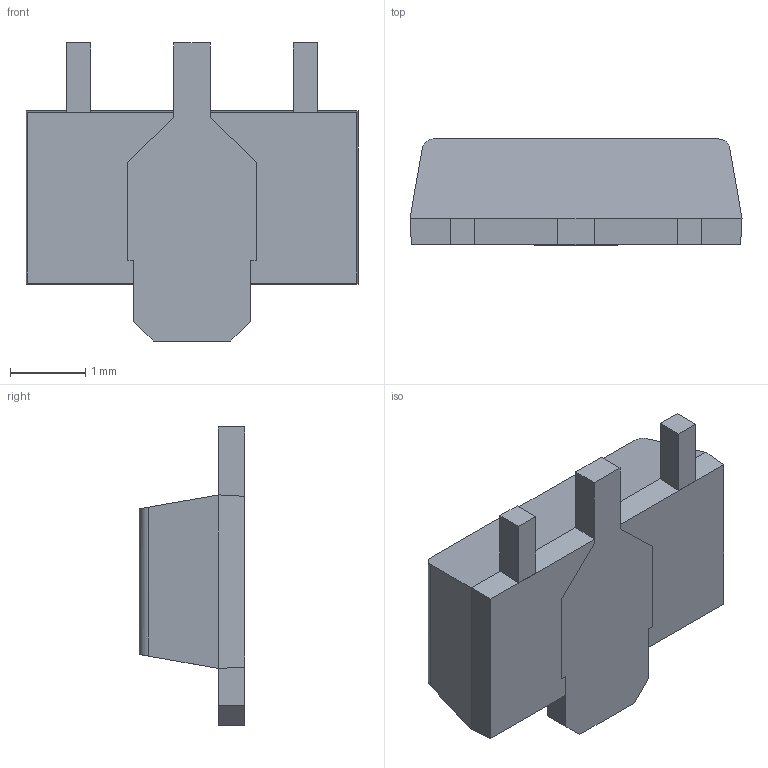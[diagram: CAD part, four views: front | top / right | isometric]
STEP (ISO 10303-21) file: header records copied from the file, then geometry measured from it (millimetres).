
FILE_DESCRIPTION (( 'STEP AP214' ), '1' );
FILE_NAME ('AZ1117CR-3.3TRG1.STEP', '2022-02-16T05:08:35', ( '' ), ( '' ), 'SwSTEP 2.0', 'SolidWorks 2018', '' );
FILE_SCHEMA (( 'AUTOMOTIVE_DESIGN' ));
Length unit declared in the file: millimetre
Products named in the file (2): AZ1117CR-3.3TRG1
Bounding box: 4.4 x 1.4 x 3.95 mm (x, y, z)
Volume: 13.6 mm3; surface area: 53.1 mm2
Topology: 4 solids, 4 shells, 54 faces, 130 edges, 84 vertices
Faces by surface type: plane 52, cylinder 2
Entity records: 2200 total; most frequent: CARTESIAN_POINT 282, ORIENTED_EDGE 260, DIRECTION 238, EDGE_CURVE 130, VECTOR 126, LINE 126, VERTEX_POINT 84, UNCERTAINTY_MEASURE_WITH_UNIT 60
